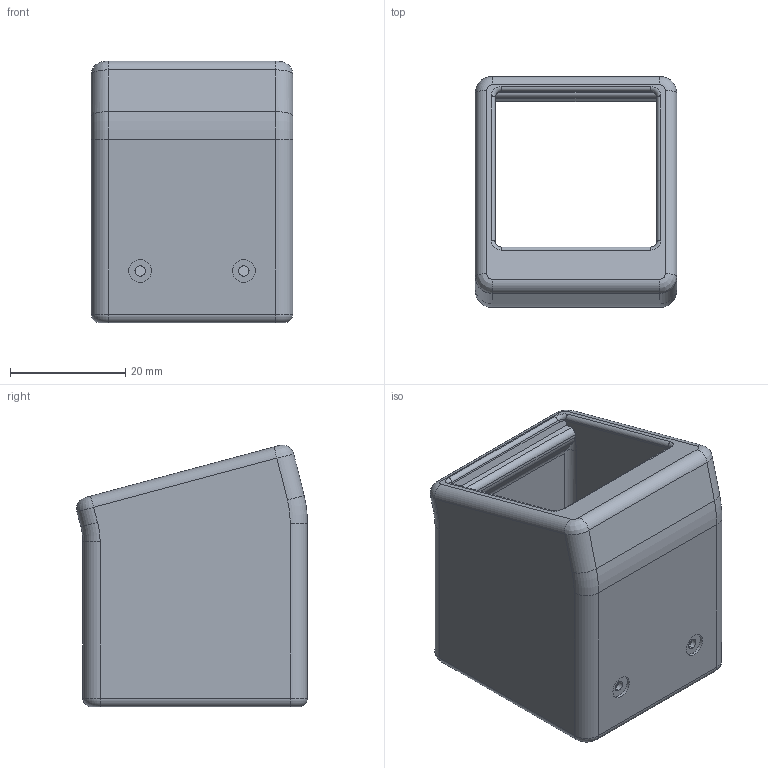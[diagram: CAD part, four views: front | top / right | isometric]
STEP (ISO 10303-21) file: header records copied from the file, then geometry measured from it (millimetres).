
FILE_DESCRIPTION (( 'STEP AP203' ), '1' );
FILE_NAME ('翋极1.2.STEP', '2021-08-31T12:49:01', ( '' ), ( '' ), 'SwSTEP 2.0', 'SolidWorks 2020', '' );
FILE_SCHEMA (( 'CONFIG_CONTROL_DESIGN' ));
Length unit declared in the file: millimetre
Products named in the file (1): 翋极1.2
Bounding box: 35 x 40.1 x 45.43 mm (x, y, z)
Volume: 9022.8 mm3; surface area: 12333.5 mm2
Topology: 1 solids, 1 shells, 109 faces, 261 edges, 156 vertices
Faces by surface type: cylinder 50, plane 31, torus 18, bspline 10
Entity records: 3508 total; most frequent: CARTESIAN_POINT 929, DIRECTION 539, ORIENTED_EDGE 522, EDGE_CURVE 261, AXIS2_PLACEMENT_3D 210, VERTEX_POINT 156, VECTOR 119, LINE 119
